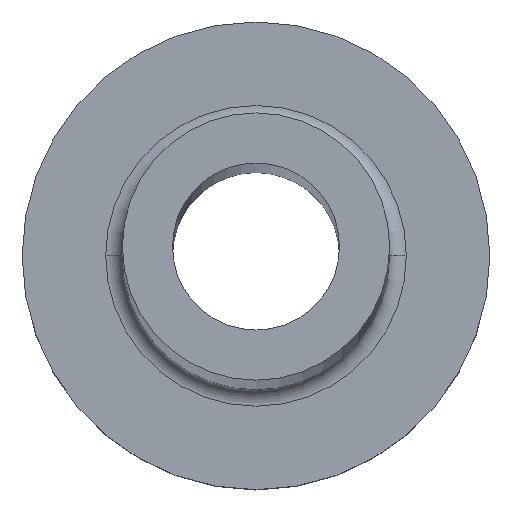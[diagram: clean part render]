
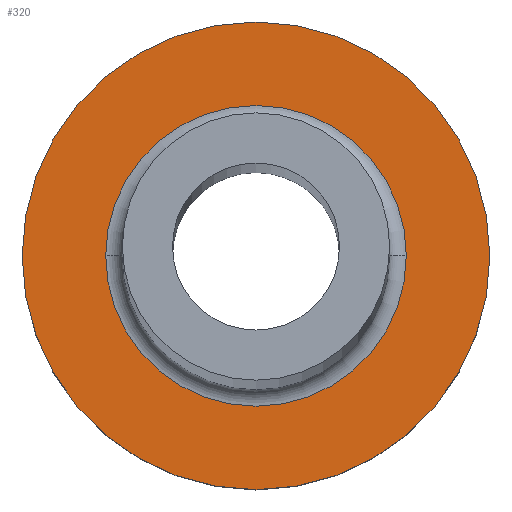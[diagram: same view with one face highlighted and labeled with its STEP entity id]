
A CAD part, top view. The second image highlights one B-rep face of the part: STEP entity #320.
In plain terms, the highlighted planar face has unit normal (0, 0, 1).
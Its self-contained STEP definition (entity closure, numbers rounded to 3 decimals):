
#13 = AXIS2_PLACEMENT_3D ( 'NONE', #262, #34, #304 ) ;
#16 = EDGE_CURVE ( 'NONE', #317, #164, #130, .T. ) ;
#34 = DIRECTION ( 'NONE',  ( 0., 0., 1. ) ) ;
#36 = FACE_BOUND ( 'NONE', #305, .T. ) ;
#55 = AXIS2_PLACEMENT_3D ( 'NONE', #325, #378, #256 ) ;
#66 = ORIENTED_EDGE ( 'NONE', *, *, #283, .T. ) ;
#73 = ORIENTED_EDGE ( 'NONE', *, *, #368, .T. ) ;
#89 = DIRECTION ( 'NONE',  ( 0., 0., 1. ) ) ;
#97 = PLANE ( 'NONE',  #206 ) ;
#105 = EDGE_CURVE ( 'NONE', #164, #317, #358, .T. ) ;
#121 = DIRECTION ( 'NONE',  ( 1., 0., 0. ) ) ;
#122 = VERTEX_POINT ( 'NONE', #232 ) ;
#123 = DIRECTION ( 'NONE',  ( 1., 0., 0. ) ) ;
#130 = CIRCLE ( 'NONE', #274, 4.5 ) ;
#149 = CARTESIAN_POINT ( 'NONE',  ( -4.5, 0., 5. ) ) ;
#152 = CARTESIAN_POINT ( 'NONE',  ( 7., 0., 5. ) ) ;
#155 = DIRECTION ( 'NONE',  ( 0., 0., 1. ) ) ;
#164 = VERTEX_POINT ( 'NONE', #205 ) ;
#205 = CARTESIAN_POINT ( 'NONE',  ( 4.5, 0., 5. ) ) ;
#206 = AXIS2_PLACEMENT_3D ( 'NONE', #236, #89, #121 ) ;
#211 = FACE_OUTER_BOUND ( 'NONE', #219, .T. ) ;
#219 = EDGE_LOOP ( 'NONE', ( #73, #66 ) ) ;
#231 = AXIS2_PLACEMENT_3D ( 'NONE', #265, #155, #123 ) ;
#232 = CARTESIAN_POINT ( 'NONE',  ( -7., 0., 5. ) ) ;
#236 = CARTESIAN_POINT ( 'NONE',  ( 0., 0., 5. ) ) ;
#249 = DIRECTION ( 'NONE',  ( 1., 0., 0. ) ) ;
#256 = DIRECTION ( 'NONE',  ( 1., 0., 0. ) ) ;
#262 = CARTESIAN_POINT ( 'NONE',  ( 0., 0., 5. ) ) ;
#265 = CARTESIAN_POINT ( 'NONE',  ( 0., 0., 5. ) ) ;
#274 = AXIS2_PLACEMENT_3D ( 'NONE', #342, #337, #249 ) ;
#283 = EDGE_CURVE ( 'NONE', #359, #122, #375, .T. ) ;
#300 = CIRCLE ( 'NONE', #231, 7. ) ;
#304 = DIRECTION ( 'NONE',  ( 1., 0., 0. ) ) ;
#305 = EDGE_LOOP ( 'NONE', ( #366, #343 ) ) ;
#317 = VERTEX_POINT ( 'NONE', #149 ) ;
#320 = ADVANCED_FACE ( 'NONE', ( #36, #211 ), #97, .T. ) ;
#325 = CARTESIAN_POINT ( 'NONE',  ( 0., 0., 5. ) ) ;
#337 = DIRECTION ( 'NONE',  ( 0., 0., -1. ) ) ;
#342 = CARTESIAN_POINT ( 'NONE',  ( 0., 0., 5. ) ) ;
#343 = ORIENTED_EDGE ( 'NONE', *, *, #16, .T. ) ;
#358 = CIRCLE ( 'NONE', #55, 4.5 ) ;
#359 = VERTEX_POINT ( 'NONE', #152 ) ;
#366 = ORIENTED_EDGE ( 'NONE', *, *, #105, .T. ) ;
#368 = EDGE_CURVE ( 'NONE', #122, #359, #300, .T. ) ;
#375 = CIRCLE ( 'NONE', #13, 7. ) ;
#378 = DIRECTION ( 'NONE',  ( 0., 0., -1. ) ) ;
